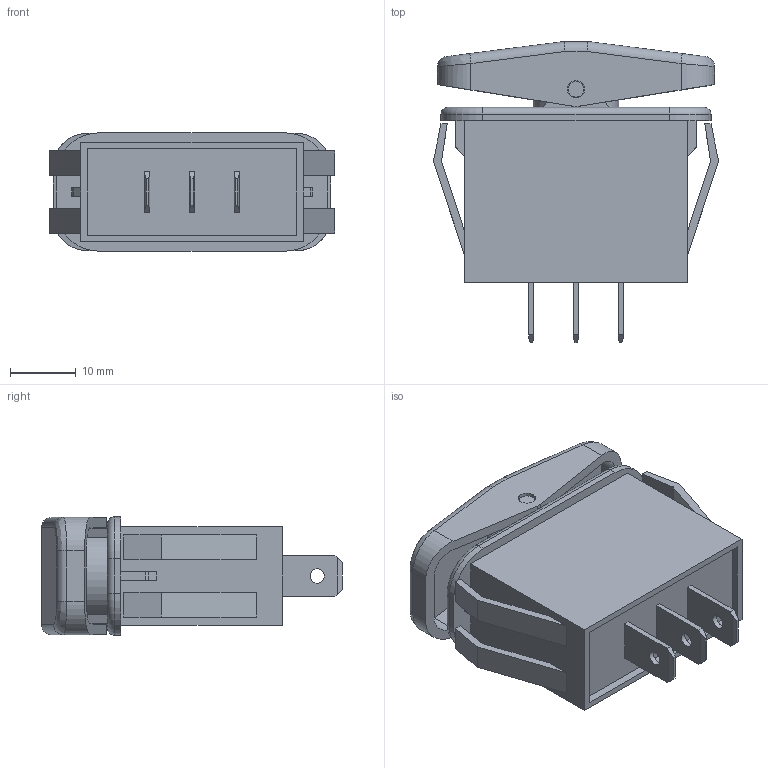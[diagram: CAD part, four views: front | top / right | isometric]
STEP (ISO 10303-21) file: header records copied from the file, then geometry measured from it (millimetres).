
FILE_DESCRIPTION(/* description */ (''),/* implementation_level */ '2;1');
FILE_NAME(/* name */ 'GRB258I_3D Model.stp',/* time_stamp */ '2019-09-13T10:25:39-04:00',/* author */ ('dwiltbank'),/* organization */ (''),/* preprocessor_version */ 'ST-DEVELOPER v18',/* originating_system */ 'Autodesk Inventor 2020',/* authorisation */ '');
FILE_SCHEMA (('AUTOMOTIVE_DESIGN { 1 0 10303 214 3 1 1 }'));
Length unit declared in the file: inch
Products named in the file (3): GRB258I; 258 Assembly; Solid Button
Assembly tree (2 placements, depth 2):
  GRB258I
    258 Assembly
    Solid Button
Bounding box: 43.26 x 45.63 x 17.93 mm (x, y, z)
Volume: 16646.4 mm3; surface area: 8375.4 mm2
Topology: 2 solids, 2 shells, 213 faces, 566 edges, 372 vertices
Faces by surface type: plane 148, cylinder 55, torus 6, bspline 4
Full cylindrical faces by diameter (mm): 2.159 x3, 2.413 x2, 2.616 x2, 3.962 x1, 4.064 x1
Entity records: 7041 total; most frequent: CARTESIAN_POINT 1394, ORIENTED_EDGE 1132, DIRECTION 1116, EDGE_CURVE 566, LINE 412, VECTOR 412, VERTEX_POINT 372, AXIS2_PLACEMENT_3D 352
